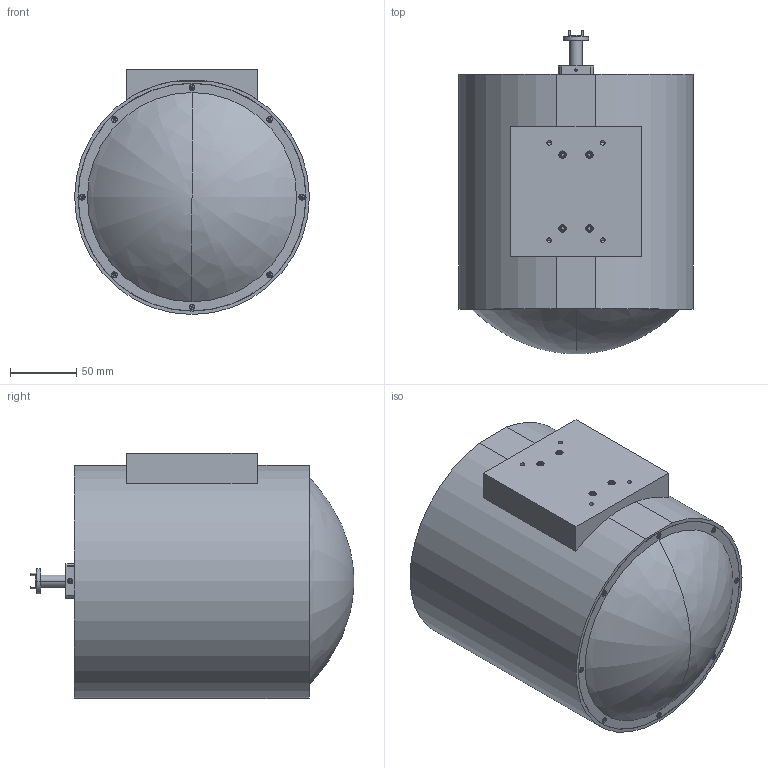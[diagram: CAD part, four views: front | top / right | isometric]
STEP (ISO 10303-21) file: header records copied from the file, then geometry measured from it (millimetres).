
FILE_DESCRIPTION (( 'STEP AP203' ), '1' );
FILE_NAME ('SAG-8831044002-094-S1.STEP', '2020-02-11T00:28:24', ( '' ), ( '' ), 'SwSTEP 2.0', 'SolidWorks 2020', '' );
FILE_SCHEMA (( 'CONFIG_CONTROL_DESIGN' ));
Length unit declared in the file: inch
Products named in the file (1): SAG-8831044002-094-S1
Bounding box: 177.8 x 245.25 x 185.58 mm (x, y, z)
Volume: 1488987.5 mm3; surface area: 334943.4 mm2
Topology: 47 solids, 47 shells, 1168 faces, 2800 edges, 1715 vertices
Faces by surface type: plane 499, cylinder 365, cone 302, bspline 2
Entity records: 36149 total; most frequent: CARTESIAN_POINT 9586, DIRECTION 5548, ORIENTED_EDGE 5428, EDGE_CURVE 2714, AXIS2_PLACEMENT_3D 2159, VERTEX_POINT 1715, EDGE_LOOP 1337, LINE 1230
